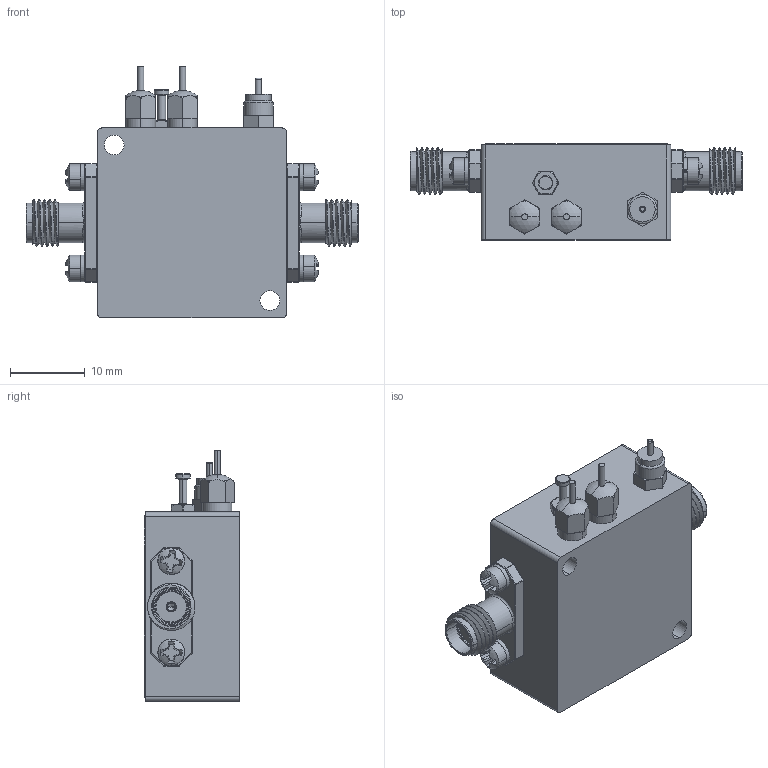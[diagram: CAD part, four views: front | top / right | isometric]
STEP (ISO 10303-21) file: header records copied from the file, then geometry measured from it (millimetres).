
FILE_DESCRIPTION (( 'STEP AP214' ), '1' );
FILE_NAME ('P1T-200M18G-80-T-SFF-RL.STEP', '2025-04-21T20:36:10', ( '' ), ( '' ), 'SwSTEP 2.0', 'SolidWorks 2024', '' );
FILE_SCHEMA (( 'AUTOMOTIVE_DESIGN' ));
Length unit declared in the file: inch
Products named in the file (1): P1T-200M18G-80-T-SFF-RL
Bounding box: 44.45 x 12.83 x 33.66 mm (x, y, z)
Volume: 9079.6 mm3; surface area: 5829.6 mm2
Topology: 25 solids, 25 shells, 840 faces, 2909 edges, 2259 vertices
Faces by surface type: plane 354, cylinder 229, torus 113, sphere 75, cone 49, bspline 20
Entity records: 45858 total; most frequent: CARTESIAN_POINT 13894, ORIENTED_EDGE 5746, DIRECTION 4731, EDGE_CURVE 2873, VERTEX_POINT 2259, AXIS2_PLACEMENT_3D 1690, VECTOR 1351, LINE 1351
